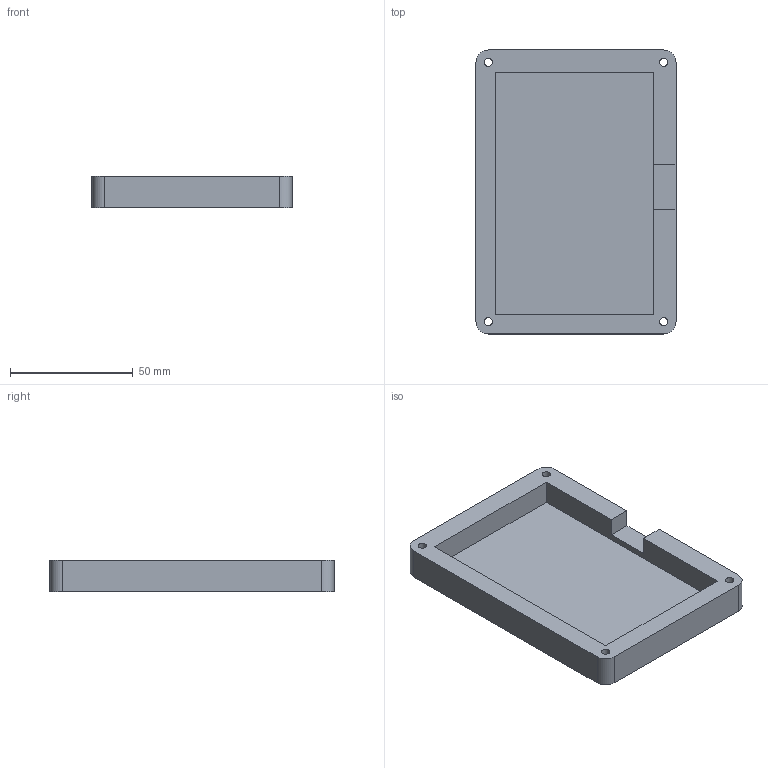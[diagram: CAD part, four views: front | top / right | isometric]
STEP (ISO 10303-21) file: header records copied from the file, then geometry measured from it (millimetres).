
FILE_DESCRIPTION(/* description */ (''),/* implementation_level */ '2;1');
FILE_NAME(/* name */ 'HackPad bottom.step',/* time_stamp */ '2025-12-06T15:22:35+06:00',/* author */ (''),/* organization */ (''),/* preprocessor_version */ 'ST-DEVELOPER v20.1',/* originating_system */ 'Autodesk Translation Framework v14.21.0.0',/* authorisation */ '');
FILE_SCHEMA (('AUTOMOTIVE_DESIGN { 1 0 10303 214 3 1 1 }'));
Length unit declared in the file: millimetre
Products named in the file (1): 2025-12-03-23-38-45-010
Bounding box: 81.4 x 115.6 x 13 mm (x, y, z)
Volume: 56575.1 mm3; surface area: 27563.2 mm2
Topology: 1 solids, 1 shells, 560 faces, 1557 edges, 1038 vertices
Faces by surface type: bspline 370, plane 178, cylinder 12
Full cylindrical faces by diameter (mm): 3.4 x4, 6 x4
Entity records: 21321 total; most frequent: CARTESIAN_POINT 9446, ORIENTED_EDGE 3114, EDGE_CURVE 1557, DIRECTION 1223, VERTEX_POINT 1038, LINE 793, VECTOR 793, B_SPLINE_CURVE_WITH_KNOTS 740
